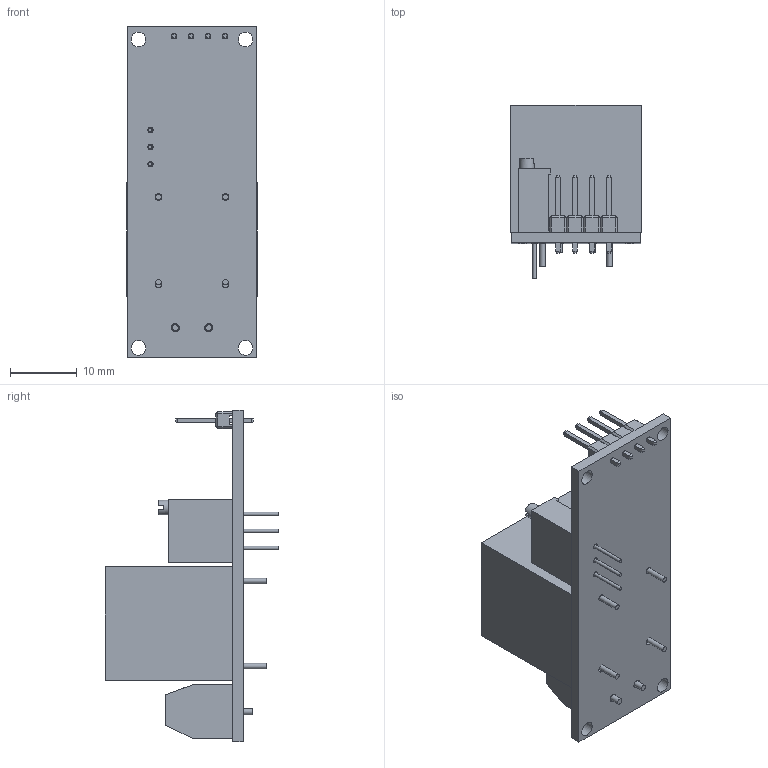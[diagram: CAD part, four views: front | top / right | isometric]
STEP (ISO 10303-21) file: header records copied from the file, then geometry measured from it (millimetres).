
FILE_DESCRIPTION(/* description */ (''),/* implementation_level */ '2;1');
FILE_NAME(/* name */ 'VTsensor(ZMPT101B) v4.step',/* time_stamp */ '2018-01-03T16:28:45+09:00',/* author */ ('denshikousakusenka'),/* organization */ (''),/* preprocessor_version */ 'ST-DEVELOPER v16.13',/* originating_system */ 'Autodesk Translation Framework v6.5.0.72',/* authorisation */ '');
FILE_SCHEMA (('AUTOMOTIVE_DESIGN { 1 0 10303 214 3 1 1 }'));
Length unit declared in the file: millimetre
Products named in the file (7): VTsensor(ZMPT101B); Klemmblock 2polig; Fusion002; VTsensor_Board; ZMPT101B; 3296W; Header_Male_1x4x11.6
Assembly tree (6 placements, depth 3):
  VTsensor(ZMPT101B)
    Klemmblock 2polig
      Fusion002
    VTsensor_Board
    ZMPT101B
    3296W
    Header_Male_1x4x11.6
Bounding box: 19.5 x 25.91 x 49.5 mm (x, y, z)
Volume: 8934.5 mm3; surface area: 5798.8 mm2
Topology: 16 solids, 18 shells, 445 faces, 1059 edges, 662 vertices
Faces by surface type: plane 301, cylinder 90, bspline 42, torus 12
Full cylindrical faces by diameter (mm): 0.508 x3, 0.6 x2, 0.8 x11, 0.9 x2, 1 x4, 1.2 x2, 2 x4, 2.184 x1, 2.2 x4, 3.3 x4, 3.6 x2
Entity records: 21360 total; most frequent: CARTESIAN_POINT 10653, ORIENTED_EDGE 2118, DIRECTION 2079, EDGE_CURVE 1059, LINE 711, VECTOR 711, AXIS2_PLACEMENT_3D 684, VERTEX_POINT 662
